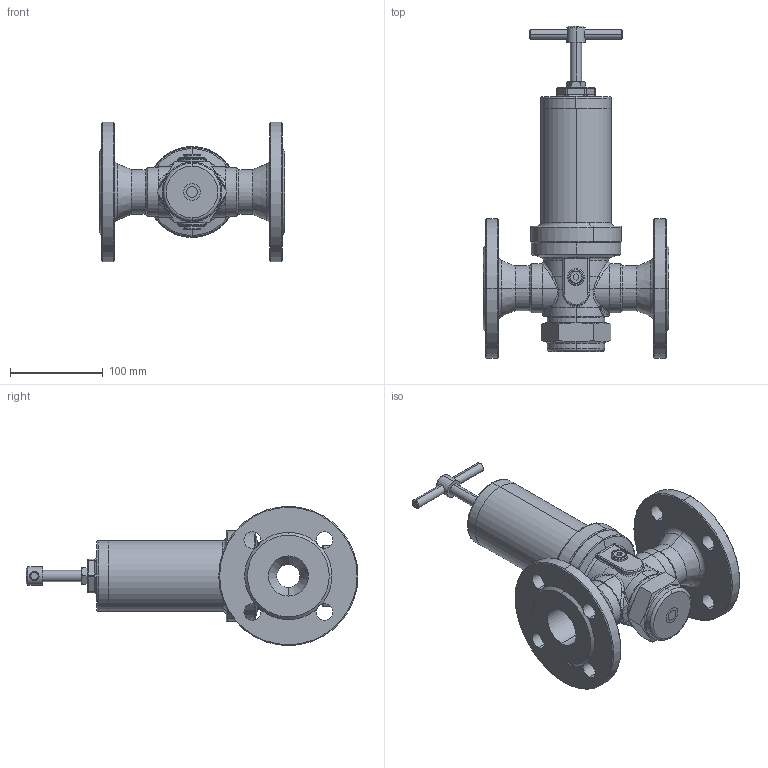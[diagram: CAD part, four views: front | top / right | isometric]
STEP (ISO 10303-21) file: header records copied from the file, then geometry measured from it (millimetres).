
FILE_DESCRIPTION (( 'STEP AP203' ), '1' );
FILE_NAME ('Typ_71-BG_II-D040-(84).STEP', '2021-04-13T09:39:47', ( '' ), ( '' ), 'SwSTEP 2.0', 'SolidWorks 2016', '' );
FILE_SCHEMA (( 'CONFIG_CONTROL_DESIGN' ));
Length unit declared in the file: millimetre
Products named in the file (1): Typ_71-BG_II-D040-(84)
Bounding box: 200 x 357.6 x 150 mm (x, y, z)
Volume: 817200.5 mm3; surface area: 284247.2 mm2
Topology: 12 solids, 12 shells, 543 faces, 1249 edges, 738 vertices
Faces by surface type: cylinder 166, cone 135, plane 99, torus 81, bspline 62
Entity records: 19443 total; most frequent: CARTESIAN_POINT 7406, DIRECTION 2554, ORIENTED_EDGE 2486, EDGE_CURVE 1243, AXIS2_PLACEMENT_3D 1102, VERTEX_POINT 738, CIRCLE 620, EDGE_LOOP 597
